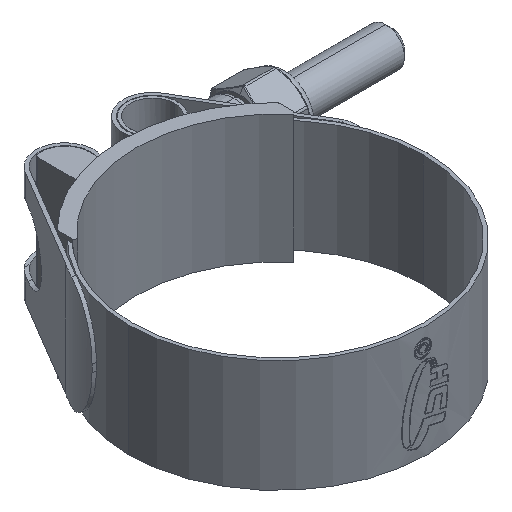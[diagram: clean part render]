
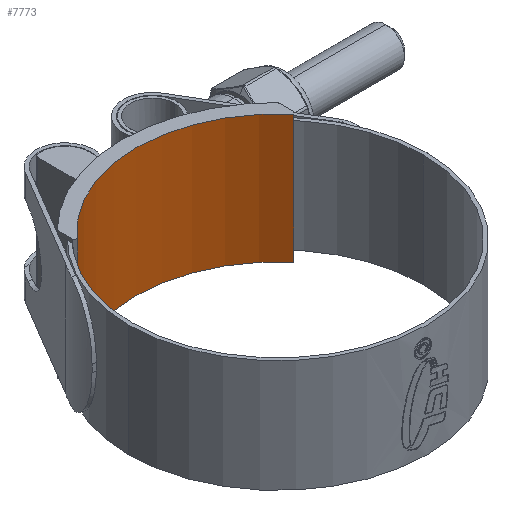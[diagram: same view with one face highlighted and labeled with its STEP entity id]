
A CAD part, isometric view. The second image highlights one B-rep face of the part: STEP entity #7773.
In plain terms, the highlighted cylindrical face has radius 24.39 mm (diameter 48.78 mm), a partial arc.
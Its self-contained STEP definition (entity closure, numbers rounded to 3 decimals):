
#251 = DIRECTION ( 'NONE',  ( 1., 0., 0. ) ) ;
#266 = AXIS2_PLACEMENT_3D ( 'NONE', #14850, #13872, #251 ) ;
#586 = ORIENTED_EDGE ( 'NONE', *, *, #4913, .T. ) ;
#603 = CIRCLE ( 'NONE', #13343, 24.39 ) ;
#694 = AXIS2_PLACEMENT_3D ( 'NONE', #11913, #10657, #1602 ) ;
#959 = VECTOR ( 'NONE', #7897, 1000. ) ;
#1602 = DIRECTION ( 'NONE',  ( 1., 0., 0. ) ) ;
#2209 = DIRECTION ( 'NONE',  ( 1., 0., 0. ) ) ;
#2441 = CYLINDRICAL_SURFACE ( 'NONE', #266, 24.39 ) ;
#2612 = ORIENTED_EDGE ( 'NONE', *, *, #7203, .F. ) ;
#2644 = ORIENTED_EDGE ( 'NONE', *, *, #9701, .F. ) ;
#2832 = ORIENTED_EDGE ( 'NONE', *, *, #4443, .F. ) ;
#3083 = CARTESIAN_POINT ( 'NONE',  ( 18.536, 15.852, 11. ) ) ;
#3558 = LINE ( 'NONE', #8174, #5334 ) ;
#4443 = EDGE_CURVE ( 'NONE', #9957, #5489, #14373, .T. ) ;
#4913 = EDGE_CURVE ( 'NONE', #9957, #14244, #8043, .T. ) ;
#5334 = VECTOR ( 'NONE', #14908, 1000. ) ;
#5358 = CARTESIAN_POINT ( 'NONE',  ( -18.536, 15.852, -11. ) ) ;
#5489 = VERTEX_POINT ( 'NONE', #5358 ) ;
#6758 = CARTESIAN_POINT ( 'NONE',  ( -18.536, 15.852, 11. ) ) ;
#7173 = CARTESIAN_POINT ( 'NONE',  ( 18.536, 15.852, -11. ) ) ;
#7203 = EDGE_CURVE ( 'NONE', #5489, #7748, #3558, .T. ) ;
#7748 = VERTEX_POINT ( 'NONE', #6758 ) ;
#7773 = ADVANCED_FACE ( 'NONE', ( #11485 ), #2441, .F. ) ;
#7897 = DIRECTION ( 'NONE',  ( 0., 0., 1. ) ) ;
#8043 = LINE ( 'NONE', #9107, #959 ) ;
#8174 = CARTESIAN_POINT ( 'NONE',  ( -18.536, 15.852, 10.39 ) ) ;
#9107 = CARTESIAN_POINT ( 'NONE',  ( 18.536, 15.852, 10.39 ) ) ;
#9701 = EDGE_CURVE ( 'NONE', #7748, #14244, #603, .T. ) ;
#9957 = VERTEX_POINT ( 'NONE', #7173 ) ;
#10657 = DIRECTION ( 'NONE',  ( 0., 0., 1. ) ) ;
#11485 = FACE_OUTER_BOUND ( 'NONE', #13544, .T. ) ;
#11913 = CARTESIAN_POINT ( 'NONE',  ( 0., 0., -11. ) ) ;
#13343 = AXIS2_PLACEMENT_3D ( 'NONE', #14608, #14527, #2209 ) ;
#13544 = EDGE_LOOP ( 'NONE', ( #2644, #2612, #2832, #586 ) ) ;
#13872 = DIRECTION ( 'NONE',  ( 0., 0., 1. ) ) ;
#14244 = VERTEX_POINT ( 'NONE', #3083 ) ;
#14373 = CIRCLE ( 'NONE', #694, 24.39 ) ;
#14527 = DIRECTION ( 'NONE',  ( 0., 0., -1. ) ) ;
#14608 = CARTESIAN_POINT ( 'NONE',  ( 0., 0., 11. ) ) ;
#14850 = CARTESIAN_POINT ( 'NONE',  ( 0., 0., 10.39 ) ) ;
#14908 = DIRECTION ( 'NONE',  ( 0., 0., 1. ) ) ;
